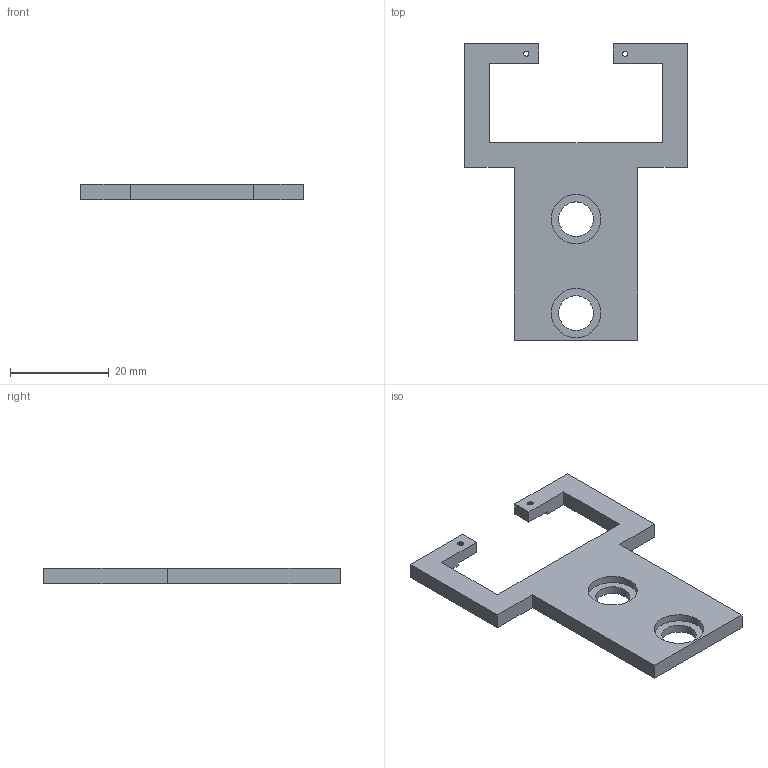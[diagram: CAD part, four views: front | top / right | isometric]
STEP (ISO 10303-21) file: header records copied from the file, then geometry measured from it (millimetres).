
FILE_DESCRIPTION(/* description */ (''),/* implementation_level */ '2;1');
FILE_NAME(/* name */ 'Headfork_for_chronic.step',/* time_stamp */ '2021-03-06T14:48:42-08:00',/* author */ (''),/* organization */ (''),/* preprocessor_version */ 'ST-DEVELOPER v18.1',/* originating_system */ 'Autodesk Translation Framework v9.7.1.1290',/* authorisation */ '');
FILE_SCHEMA (('AUTOMOTIVE_DESIGN { 1 0 10303 214 3 1 1 }'));
Length unit declared in the file: millimetre
Products named in the file (2): Headfork_current; Component1
Assembly tree (1 placements, depth 2):
  Headfork_current
    Component1
Bounding box: 45 x 60.01 x 3.2 mm (x, y, z)
Volume: 4013.8 mm3; surface area: 3720 mm2
Topology: 1 solids, 1 shells, 72 faces, 202 edges, 134 vertices
Faces by surface type: cylinder 40, plane 26, bspline 4, cone 2
Full cylindrical faces by diameter (mm): 1.112 x14, 1.524 x14, 7 x2, 10 x2
Entity records: 5626 total; most frequent: CARTESIAN_POINT 3855, ORIENTED_EDGE 404, DIRECTION 290, EDGE_CURVE 202, VERTEX_POINT 134, LINE 104, VECTOR 104, AXIS2_PLACEMENT_3D 93
